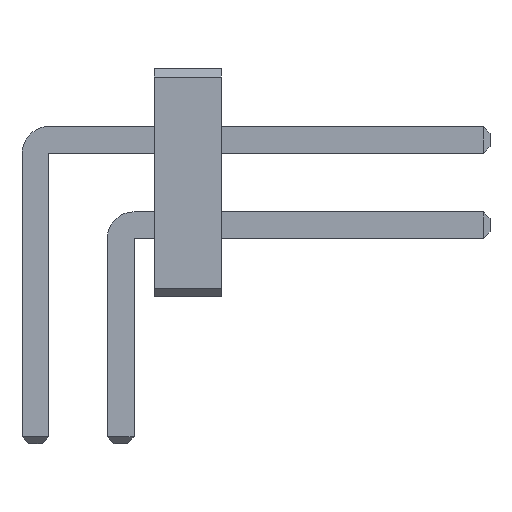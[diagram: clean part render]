
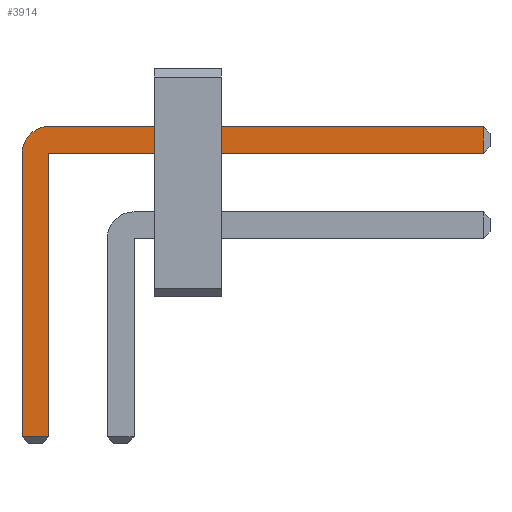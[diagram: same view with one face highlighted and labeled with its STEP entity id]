
A CAD part, front view. The second image highlights one B-rep face of the part: STEP entity #3914.
In plain terms, the highlighted planar face has unit normal (0, -1, 0).
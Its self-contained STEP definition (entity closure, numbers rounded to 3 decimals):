
#13=DIRECTION('',(0.,0.,1.));
#1753=VECTOR('',#13,1.);
#3716=VECTOR('',#3717,1.);
#3717=DIRECTION('',(1.,0.,0.));
#3723=VECTOR('',#3724,1.);
#3724=DIRECTION('',(0.,0.,-1.));
#3731=VECTOR('',#3732,1.);
#3732=DIRECTION('',(-1.,0.,0.));
#3753=DIRECTION('',(-0.,1.,0.));
#3757=DIRECTION('',(0.,1.,0.));
#3758=DIRECTION('',(0.,0.,1.));
#3765=VERTEX_POINT('',#3766);
#3766=CARTESIAN_POINT('',(0.2,-37.03,2.535));
#3768=ORIENTED_EDGE('',*,*,#3769,.T.);
#3769=EDGE_CURVE('',#3765,#3770,#3772,.T.);
#3770=VERTEX_POINT('',#3771);
#3771=CARTESIAN_POINT('',(6.67,-37.03,2.535));
#3772=LINE('',#3773,#3716);
#3773=CARTESIAN_POINT('',(-0.2,-37.03,2.535));
#3810=EDGE_CURVE('',#3811,#3765,#3813,.T.);
#3811=VERTEX_POINT('',#3812);
#3812=CARTESIAN_POINT('',(-0.2,-37.03,2.135));
#3813=CIRCLE('',#3814,0.4);
#3814=AXIS2_PLACEMENT_3D('',#3815,#3753,#3724);
#3815=CARTESIAN_POINT('',(0.2,-37.03,2.135));
#3827=VERTEX_POINT('',#3828);
#3828=CARTESIAN_POINT('',(6.67,-37.03,2.135));
#3830=ORIENTED_EDGE('',*,*,#3831,.T.);
#3831=EDGE_CURVE('',#3827,#3832,#3833,.T.);
#3832=VERTEX_POINT('',#3815);
#3833=LINE('',#3834,#3731);
#3834=CARTESIAN_POINT('',(6.77,-37.03,2.135));
#3846=VERTEX_POINT('',#3847);
#3847=CARTESIAN_POINT('',(-0.2,-37.03,-2.085));
#3849=ORIENTED_EDGE('',*,*,#3850,.T.);
#3850=EDGE_CURVE('',#3846,#3811,#3851,.T.);
#3851=LINE('',#3852,#1753);
#3852=CARTESIAN_POINT('',(-0.2,-37.03,-2.185));
#3860=ORIENTED_EDGE('',*,*,#3861,.T.);
#3861=EDGE_CURVE('',#3832,#3862,#3864,.T.);
#3862=VERTEX_POINT('',#3863);
#3863=CARTESIAN_POINT('',(0.2,-37.03,-2.085));
#3864=LINE('',#3815,#3723);
#3914=ADVANCED_FACE('',(#3915),#3924,.F.);
#3915=FACE_BOUND('',#3916,.F.);
#3916=EDGE_LOOP('',(#3768,#3917,#3830,#3860,#3920,#3849,#3923));
#3917=ORIENTED_EDGE('',*,*,#3918,.T.);
#3918=EDGE_CURVE('',#3770,#3827,#3919,.T.);
#3919=LINE('',#3771,#3723);
#3920=ORIENTED_EDGE('',*,*,#3921,.T.);
#3921=EDGE_CURVE('',#3862,#3846,#3922,.T.);
#3922=LINE('',#3863,#3731);
#3923=ORIENTED_EDGE('',*,*,#3810,.T.);
#3924=PLANE('',#3925);
#3925=AXIS2_PLACEMENT_3D('',#3926,#3757,#3758);
#3926=CARTESIAN_POINT('',(2.071,-37.03,1.389));
